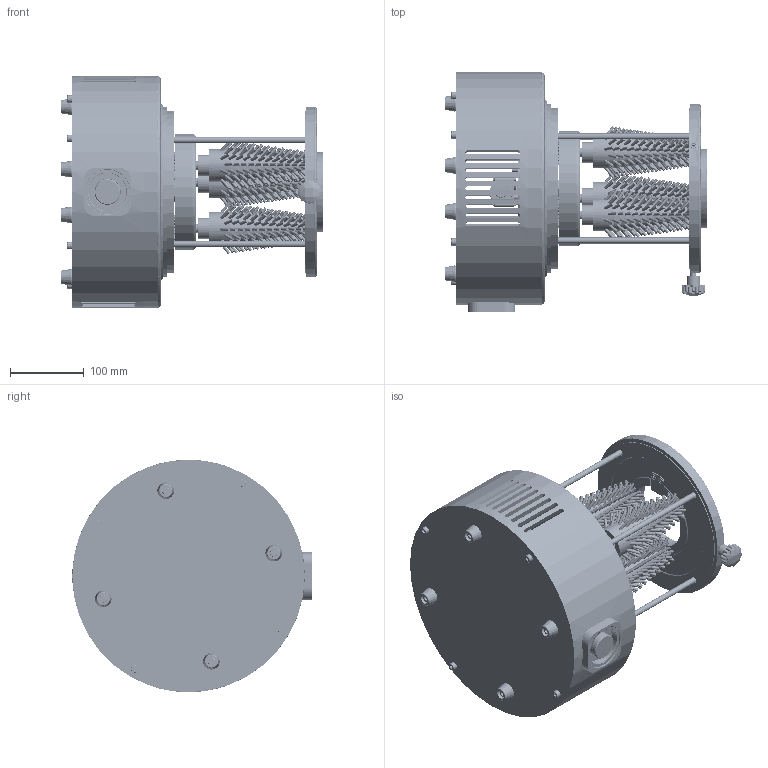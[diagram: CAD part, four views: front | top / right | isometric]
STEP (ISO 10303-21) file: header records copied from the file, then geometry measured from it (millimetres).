
FILE_DESCRIPTION (( 'STEP AP214' ), '1' );
FILE_NAME ('08-1990.STEP', '2024-08-27T22:31:17', ( '' ), ( '' ), 'SwSTEP 2.0', 'SolidWorks 2022', '' );
FILE_SCHEMA (( 'AUTOMOTIVE_DESIGN' ));
Length unit declared in the file: inch
Products named in the file (128): TCD-BU _X2_5e955ea77ec44ef6_X0__84; TCD-BU _X2_5e955ea77ec44ef6_X0__26; TCD-BU _X2_5e955ea77ec44ef6_X0__21; GB_X2_2571_X0_T 119.2-2000 _X2_570667f19500_X0_3_X2_00d7_X0_24_3_X2_00d7_X0_24_1; TCD-BU _X2_5e955ea77ec44ef6_X0__32; TCD-BU _X2_5e955ea77ec44ef6_X0__76; TCD-BU _X2_5e955ea77ec44ef6_X0__19; TCD-BU _X2_5e955ea77ec44ef6_X0__22; TCD-BU _X2_5e955ea77ec44ef6_X0__60; TCD-BU _X2_5e955ea77ec44ef6_X0__42; GB_X2_2571_X0_T 70.1-2008  _X2_5185516d89d2570667f1593487ba9489_X0_M8_X2_00d7_X0_200_M8_X2_00d7_X0_80; sk50_X2_63215757_X0_ -2; TCD-BU _X2_5e955ea77ec44ef6_X0__29; TCD-BU _X2_5e955ea77ec44ef6_X0__36; TCD-BU _X2_5e955ea77ec44ef6_X0__81; TCD-BU _X2_5e955ea77ec44ef6_X0__67; TCD-BU _X2_5e955ea77ec44ef6_X0__39; TCD-BU _X2_5e955ea77ec44ef6_X0__5; TCD-BU _X2_5e955ea77ec44ef6_X0__6; TCD-BU _X2_5e955ea77ec44ef6_X0__77; GB_X2_2571_X0_T 276-2013_X2_6df16c9f74038f74627f_X0_ 6001-2Z_6001-2Z_1; GB_X2_2571_X0_T 276-2013_X2_6df16c9f74038f74627f_X0_ 6001-2Z_6001-2Z_1_2; TCD-BU _X2_5e955ea77ec44ef6_X0__72; GB_X2_2571_X0_T 893-2017[_X2_5b5475285f39602763215708_X0_A_X2_578b_X0_28]_28_1; TCD-BU _X2_5e955ea77ec44ef6_X0__9; TCD-BU _X2_5e955ea77ec44ef6_X0__80; GB_X2_2571_X0_T 276-2013_X2_6df16c9f74038f74627f_X0_ 6001-2Z_6001-2Z_1_10; TCD-BU _X2_5e955ea77ec44ef6_X0__70; GB_X2_2571_X0_T 276-2013_X2_6df16c9f74038f74627f_X0_ 6001-2Z_6001-2Z_1_6; TCD-BU _X2_5e955ea77ec44ef6_X0__44; GB_X2_2571_X0_T 276-2013_X2_6df16c9f74038f74627f_X0_ 6001-2Z_6001-2Z_1_13; _X2_5185516d89d25e737aef7d275b9a87ba9489_X0_ M8X10-C__X2_5185516d89d25e737aef7d275b9a87ba9489_X0_ M8X10-C; TCD-BU _X2_5e955ea77ec44ef6_X0__4; TCD-BU _X2_5e955ea77ec44ef6_X0__37; TCD-BU _X2_5e955ea77ec44ef6_X0__27; TCD-BU _X2_5e955ea77ec44ef6_X0__24; TCD-BU _X2_5e955ea77ec44ef6_X0__13; TCD-BU _X2_5e955ea77ec44ef6_X0__33; _X2_661f578b628a624b_X0_[CTH209B-32]_1; TCD-BU _X2_5e955ea77ec44ef6_X0__23 ...
Assembly tree (163 placements, depth 4):
  08-1990
    06-0474
      QJ50-001 _X2_65cb8f6c76d8_X0__1
      QJ50-005 _X2_884c661f51859f7f8f6e76d8_X0__1
      QJ50-006  _X2_884c661f5c0f9f7f8f6e_X0__1  x3
      QJ50-003 _X2_9f7f8f6e63217247_X0__1  x2
      QJ50-002 _X2_9f7f8f6e8f74_X0__1  x3
      GB_X2_2571_X0_T 894-2017  [_X2_8f7475285f39602763215708_X0_A_X2_578b_X0_12]_12_1  x3
      GB_X2_2571_X0_T 276-2013_X2_6df16c9f74038f74627f_X0_ 6001-2Z_6001-2Z_1  x9
        GB_X2_2571_X0_T 276-2013_X2_6df16c9f74038f74627f_X0_ 6001-2Z_6001-2Z_1_7
        GB_X2_2571_X0_T 276-2013_X2_6df16c9f74038f74627f_X0_ 6001-2Z_6001-2Z_1_11
        GB_X2_2571_X0_T 276-2013_X2_6df16c9f74038f74627f_X0_ 6001-2Z_6001-2Z_1_6
        GB_X2_2571_X0_T 276-2013_X2_6df16c9f74038f74627f_X0_ 6001-2Z_6001-2Z_1_13
        GB_X2_2571_X0_T 276-2013_X2_6df16c9f74038f74627f_X0_ 6001-2Z_6001-2Z_1_5
        GB_X2_2571_X0_T 276-2013_X2_6df16c9f74038f74627f_X0_ 6001-2Z_6001-2Z_1
        GB_X2_2571_X0_T 276-2013_X2_6df16c9f74038f74627f_X0_ 6001-2Z_6001-2Z_1_2
        GB_X2_2571_X0_T 276-2013_X2_6df16c9f74038f74627f_X0_ 6001-2Z_6001-2Z_1_15
        GB_X2_2571_X0_T 276-2013_X2_6df16c9f74038f74627f_X0_ 6001-2Z_6001-2Z_1_4
        GB_X2_2571_X0_T 276-2013_X2_6df16c9f74038f74627f_X0_ 6001-2Z_6001-2Z_1_14
        GB_X2_2571_X0_T 276-2013_X2_6df16c9f74038f74627f_X0_ 6001-2Z_6001-2Z_1_3
        GB_X2_2571_X0_T 276-2013_X2_6df16c9f74038f74627f_X0_ 6001-2Z_6001-2Z_1_12
        GB_X2_2571_X0_T 276-2013_X2_6df16c9f74038f74627f_X0_ 6001-2Z_6001-2Z_1_8
        GB_X2_2571_X0_T 276-2013_X2_6df16c9f74038f74627f_X0_ 6001-2Z_6001-2Z_1_10
        GB_X2_2571_X0_T 276-2013_X2_6df16c9f74038f74627f_X0_ 6001-2Z_6001-2Z_1_9
      GB_X2_2571_X0_T 893-2017[_X2_5b5475285f39602763215708_X0_A_X2_578b_X0_28]_28_1  x3
      GB_X2_2571_X0_T 119.2-2000 _X2_570667f19500_X0_3_X2_00d7_X0_24_3_X2_00d7_X0_24_1  x3
      GB_X2_2571_X0_T 70.1-2008  _X2_5185516d89d2570667f1593487ba9489_X0_M5_X2_00d7_X0_8_M5_X2_00d7_X0_16_1  x3
      _X2_88c5914d4f53_X0_1_X2_6539_X0_
        QJ50-004 _X2_520067c457fa5ea7_X0_-2
        sk50_X2_63215757_X0_ -2  x2
        QJ50-011 _X2_98769488_X0_
        _X2_661f578b628a624b_X0_[CTH209B-32]_1
        _X2_67f1585e5f397c27_X0__M6_X2_00d7_X0_25  x2
        hexagon socket countersunk head screws gb__X2_5185516d89d26c89593487ba9489_X0_ M4X10-C  x4
        _X2_5185516d89d25e737aef7d275b9a87ba9489_X0_ M8X10-C__X2_5185516d89d25e737aef7d275b9a87ba9489_X0_ M8X10-C  x2
      GB_X2_2571_X0_T 70.1-2008  _X2_5185516d89d2570667f1593487ba9489_X0_M8_X2_00d7_X0_200_M8_X2_00d7_X0_80  x4
      QJ50-008 _X2_6bdb5237_X0_  x3
      GB_X2_2571_X0_T 1096-2003[_X2_666e901a5e73952e_X0_ B_X2_578b952e_X0_ B4_X2_00d7_X0_4_X2_00d7_X0_12]__X2_952e_X0_ B4_X2_00d7_X0_4_X2_00d7_X0_12_1  x3
      QJ50-011 _X2_98769488_X0_
      _X2_661f578b628a624b_X0_[CTH209B-32]_1
      SK50_X2_8f6c636273af_X0_ -2CAT
    09-0175
      TCD-BU _X2_5e955ea77ec44ef6_X0__27
      TCD-BU _X2_5e955ea77ec44ef6_X0__32
      TCD-BU _X2_5e955ea77ec44ef6_X0__12
      TCD-BU _X2_5e955ea77ec44ef6_X0__45
      TCD-BU _X2_5e955ea77ec44ef6_X0__84
      TCD-BU _X2_5e955ea77ec44ef6_X0__74
      TCD-BU _X2_5e955ea77ec44ef6_X0__68
      TCD-BU _X2_5e955ea77ec44ef6_X0__31
      TCD-BU _X2_5e955ea77ec44ef6_X0__16
      TCD-BU _X2_5e955ea77ec44ef6_X0__61
      TCD-BU _X2_5e955ea77ec44ef6_X0__4
      TCD-BU _X2_5e955ea77ec44ef6_X0__28
      TCD-BU _X2_5e955ea77ec44ef6_X0__69
      TCD-BU _X2_5e955ea77ec44ef6_X0__14
      TCD-BU _X2_5e955ea77ec44ef6_X0__21
      TCD-BU _X2_5e955ea77ec44ef6_X0__2
      TCD-BU _X2_5e955ea77ec44ef6_X0__13
      TCD-BU _X2_5e955ea77ec44ef6_X0__50
Bounding box: 357 x 325.5 x 316 mm (x, y, z)
Volume: 5572543.4 mm3; surface area: 1227127.2 mm2
Topology: 271 solids, 275 shells, 7249 faces, 17237 edges, 10793 vertices
Faces by surface type: cylinder 3125, plane 2108, bspline 1377, cone 639
Entity records: 160462 total; most frequent: CARTESIAN_POINT 66066, ORIENTED_EDGE 18664, DIRECTION 17816, EDGE_CURVE 9332, AXIS2_PLACEMENT_3D 7153, VERTEX_POINT 6043, EDGE_LOOP 4467, ADVANCED_FACE 3900
